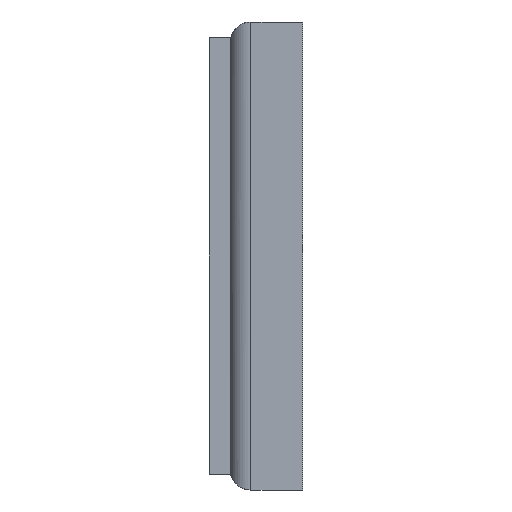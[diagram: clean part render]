
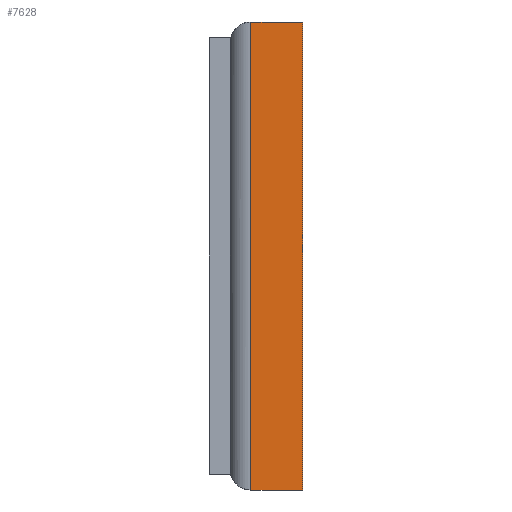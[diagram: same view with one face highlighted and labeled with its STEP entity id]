
A CAD part, left-side view. The second image highlights one B-rep face of the part: STEP entity #7628.
In plain terms, the highlighted planar face has unit normal (-1, 0, 0).
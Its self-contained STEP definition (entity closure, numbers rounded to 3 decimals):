
#15=CIRCLE('',#7980,2.);
#16=CIRCLE('',#7981,2.);
#878=FACE_OUTER_BOUND('',#1318,.T.);
#1318=EDGE_LOOP('',(#5917,#5918,#5919,#5920,#5921,#5922));
#1871=LINE('',#12061,#2597);
#1873=LINE('',#12082,#2599);
#1874=LINE('',#12084,#2600);
#1875=LINE('',#12086,#2601);
#2597=VECTOR('',#8583,2.);
#2599=VECTOR('',#8589,10.);
#2600=VECTOR('',#8590,10.);
#2601=VECTOR('',#8591,10.);
#3364=VERTEX_POINT('',#12045);
#3365=VERTEX_POINT('',#12060);
#3367=VERTEX_POINT('',#12079);
#3368=VERTEX_POINT('',#12081);
#3369=VERTEX_POINT('',#12083);
#3370=VERTEX_POINT('',#12085);
#4286=EDGE_CURVE('',#3364,#3365,#1871,.T.);
#4289=EDGE_CURVE('',#3367,#3364,#15,.T.);
#4290=EDGE_CURVE('',#3367,#3368,#1873,.T.);
#4291=EDGE_CURVE('',#3369,#3368,#1874,.T.);
#4292=EDGE_CURVE('',#3369,#3370,#1875,.T.);
#4293=EDGE_CURVE('',#3365,#3370,#16,.T.);
#5917=ORIENTED_EDGE('',*,*,#4286,.F.);
#5918=ORIENTED_EDGE('',*,*,#4289,.F.);
#5919=ORIENTED_EDGE('',*,*,#4290,.T.);
#5920=ORIENTED_EDGE('',*,*,#4291,.F.);
#5921=ORIENTED_EDGE('',*,*,#4292,.T.);
#5922=ORIENTED_EDGE('',*,*,#4293,.F.);
#7306=PLANE('',#7979);
#7628=ADVANCED_FACE('',(#878),#7306,.T.);
#7979=AXIS2_PLACEMENT_3D('',#12078,#8585,#8586);
#7980=AXIS2_PLACEMENT_3D('',#12080,#8587,#8588);
#7981=AXIS2_PLACEMENT_3D('',#12087,#8592,#8593);
#8583=DIRECTION('',(0.,0.,1.));
#8585=DIRECTION('center_axis',(-1.,0.,0.));
#8586=DIRECTION('ref_axis',(0.,0.,1.));
#8587=DIRECTION('center_axis',(1.,0.,0.));
#8588=DIRECTION('ref_axis',(0.,0.707,-0.707));
#8589=DIRECTION('',(0.,-1.,0.));
#8590=DIRECTION('',(0.,0.,-1.));
#8591=DIRECTION('',(0.,1.,0.));
#8592=DIRECTION('center_axis',(1.,0.,0.));
#8593=DIRECTION('ref_axis',(0.,0.707,0.707));
#12045=CARTESIAN_POINT('',(-43.07,-1.436,2.127));
#12060=CARTESIAN_POINT('',(-43.07,-1.436,47.125));
#12061=CARTESIAN_POINT('',(-43.07,-1.436,14.126));
#12078=CARTESIAN_POINT('Origin',(-43.07,0.,2.126));
#12079=CARTESIAN_POINT('',(-43.07,-1.5,2.126));
#12080=CARTESIAN_POINT('Origin',(-43.07,-1.5,4.126));
#12081=CARTESIAN_POINT('',(-43.07,-6.5,2.126));
#12082=CARTESIAN_POINT('',(-43.07,0.,2.126));
#12083=CARTESIAN_POINT('',(-43.07,-6.5,47.126));
#12084=CARTESIAN_POINT('',(-43.07,-6.5,2.126));
#12085=CARTESIAN_POINT('',(-43.07,-1.5,47.126));
#12086=CARTESIAN_POINT('',(-43.07,0.,47.126));
#12087=CARTESIAN_POINT('Origin',(-43.07,-1.5,45.126));
